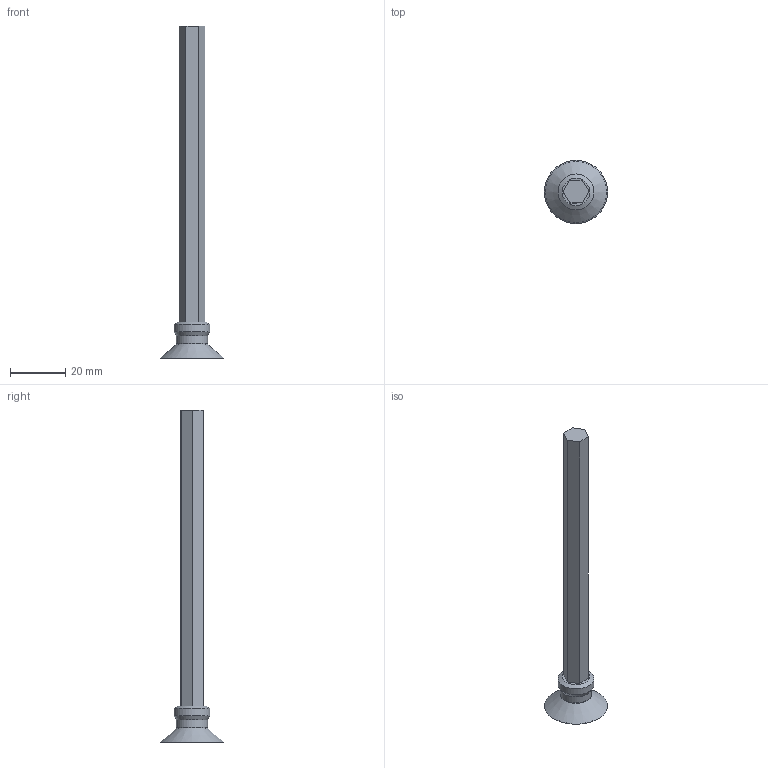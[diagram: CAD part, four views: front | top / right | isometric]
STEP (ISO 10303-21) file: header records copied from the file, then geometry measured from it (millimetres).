
FILE_DESCRIPTION(/* description */ (''),/* implementation_level */ '2;1');
FILE_NAME(/* name */ 'suction_pipe_STEP.step',/* time_stamp */ '2025-12-21T17:00:55-05:00',/* author */ (''),/* organization */ (''),/* preprocessor_version */ 'ST-DEVELOPER v20.1',/* originating_system */ 'Autodesk Translation Framework v14.21.0.0',/* authorisation */ '');
FILE_SCHEMA (('AUTOMOTIVE_DESIGN { 1 0 10303 214 3 1 1 }'));
Length unit declared in the file: millimetre
Products named in the file (1): SMC vaccum
Bounding box: 22.92 x 22.92 x 119.98 mm (x, y, z)
Volume: 7352.2 mm3; surface area: 4318 mm2
Topology: 1 solids, 1 shells, 18 faces, 39 edges, 25 vertices
Faces by surface type: plane 10, cone 4, cylinder 3, torus 1
Full cylindrical faces by diameter (mm): 2.5 x1, 11.268 x1, 13 x1
Entity records: 540 total; most frequent: DIRECTION 91, CARTESIAN_POINT 83, ORIENTED_EDGE 78, EDGE_CURVE 39, AXIS2_PLACEMENT_3D 33, LINE 25, VECTOR 25, VERTEX_POINT 25
